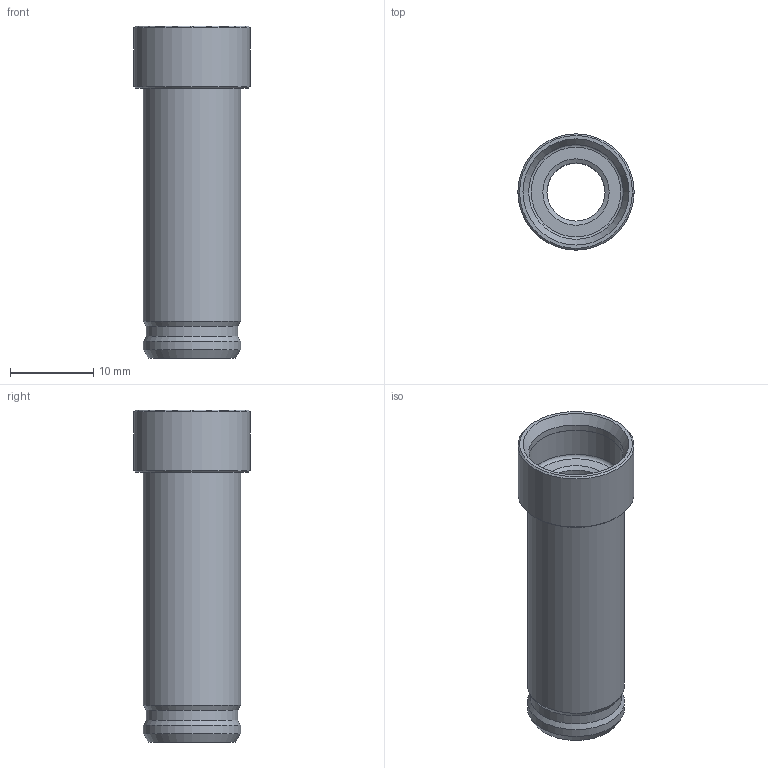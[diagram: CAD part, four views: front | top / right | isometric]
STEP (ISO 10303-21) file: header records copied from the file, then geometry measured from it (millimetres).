
FILE_DESCRIPTION((''),'2;1');
FILE_NAME('62864119061.stp','2015-09-25T10:27:34',('Ji��'),(''),'Autodesk Inventor 2012','Autodesk Inventor 2012','');
FILE_SCHEMA(('AUTOMOTIVE_DESIGN { 1 0 10303 214 1 1 1 1 }'));
Length unit declared in the file: millimetre
Products named in the file (1): 62864119061
Bounding box: 14 x 14 x 40 mm (x, y, z)
Volume: 2662.4 mm3; surface area: 2673.4 mm2
Topology: 1 solids, 1 shells, 21 faces, 41 edges, 25 vertices
Faces by surface type: cone 8, cylinder 7, plane 5, torus 1
Full cylindrical faces by diameter (mm): 7 x1, 11 x1, 11.4 x1, 11.6 x1, 11.7 x2, 14 x1
Entity records: 454 total; most frequent: DIRECTION 86, CARTESIAN_POINT 64, AXIS2_PLACEMENT_3D 43, ORIENTED_EDGE 42, EDGE_LOOP 42, VERTEX_POINT 21, CIRCLE 21, EDGE_CURVE 21
